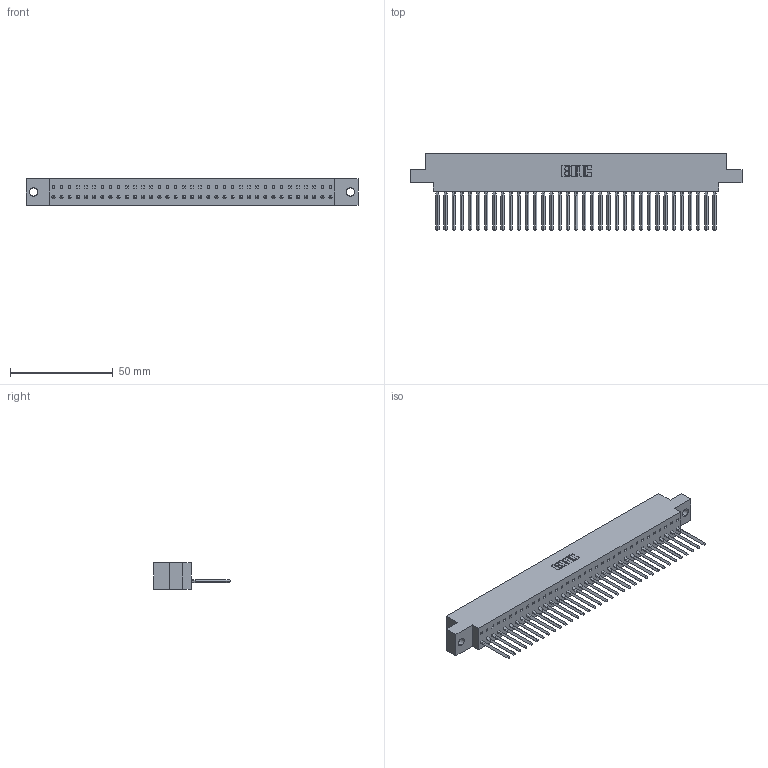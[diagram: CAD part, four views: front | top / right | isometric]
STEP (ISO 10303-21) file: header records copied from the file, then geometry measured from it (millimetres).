
FILE_DESCRIPTION (( 'STEP AP203' ), '1' );
FILE_NAME ('317-035-541-604.STEP', '2020-02-27T22:23:40', ( '' ), ( '' ), 'SwSTEP 2.0', 'SolidWorks 2016', '' );
FILE_SCHEMA (( 'CONFIG_CONTROL_DESIGN' ));
Length unit declared in the file: inch
Products named in the file (3): 317 Part_.156 Dia - TH; 317-290-002_541; 317-035-541-604
Assembly tree (36 placements, depth 2):
  317-035-541-604
    317 Part_.156 Dia - TH
    317-290-002_541  x35
Bounding box: 161.39 x 37.34 x 12.7 mm (x, y, z)
Volume: 25869.2 mm3; surface area: 36139.5 mm2
Topology: 36 solids, 36 shells, 5422 faces, 15465 edges, 10052 vertices
Faces by surface type: plane 4398, cylinder 884, bspline 140
Entity records: 52000 total; most frequent: CARTESIAN_POINT 9882, ORIENTED_EDGE 9170, DIRECTION 7527, EDGE_CURVE 4585, LINE 4221, VECTOR 4221, VERTEX_POINT 3048, AXIS2_PLACEMENT_3D 1653
